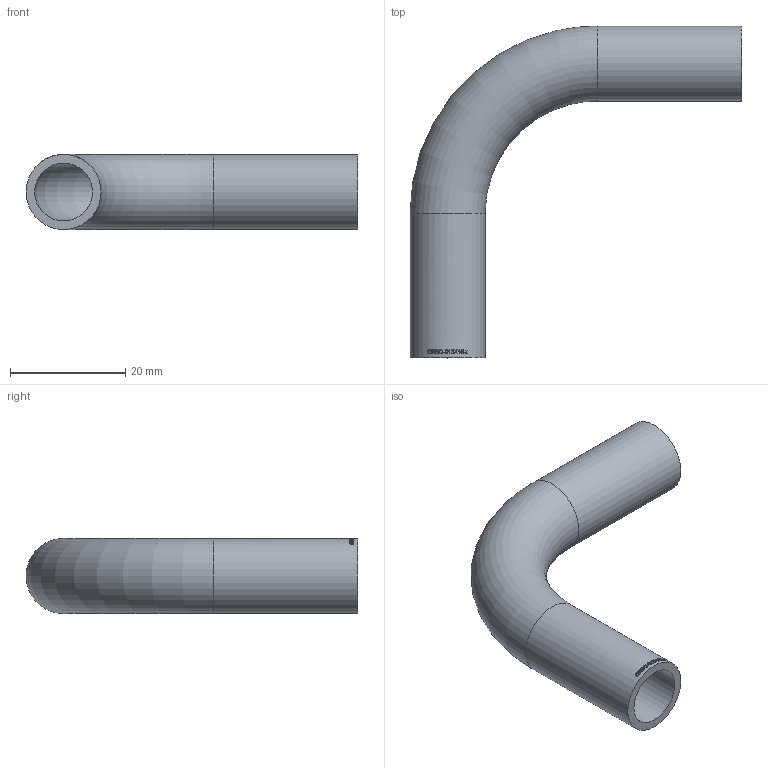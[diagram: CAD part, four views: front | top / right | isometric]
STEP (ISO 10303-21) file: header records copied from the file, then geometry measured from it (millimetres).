
FILE_DESCRIPTION (( 'STEP AP214' ), '1' );
FILE_NAME ('ORBO-013X15-x Bogen orbital 2004.STEP', '2020-04-08T12:45:39', ( '' ), ( '' ), 'SwSTEP 2.0', 'SolidWorks 2019', '' );
FILE_SCHEMA (( 'AUTOMOTIVE_DESIGN' ));
Length unit declared in the file: millimetre
Products named in the file (1): ORBO-013X15-x Bogen orbital 2004
Bounding box: 57.5 x 57.5 x 13 mm (x, y, z)
Volume: 4922.8 mm3; surface area: 6673.6 mm2
Topology: 1 solids, 1 shells, 177 faces, 468 edges, 311 vertices
Faces by surface type: bspline 103, plane 49, cylinder 23, torus 2
Full cylindrical faces by diameter (mm): 10 x2, 13 x2
Entity records: 11264 total; most frequent: CARTESIAN_POINT 5976, ORIENTED_EDGE 916, EDGE_CURVE 458, DIRECTION 349, B_SPLINE_CURVE_WITH_KNOTS 327, VERTEX_POINT 308, EDGE_LOOP 204, FACE_OUTER_BOUND 183
